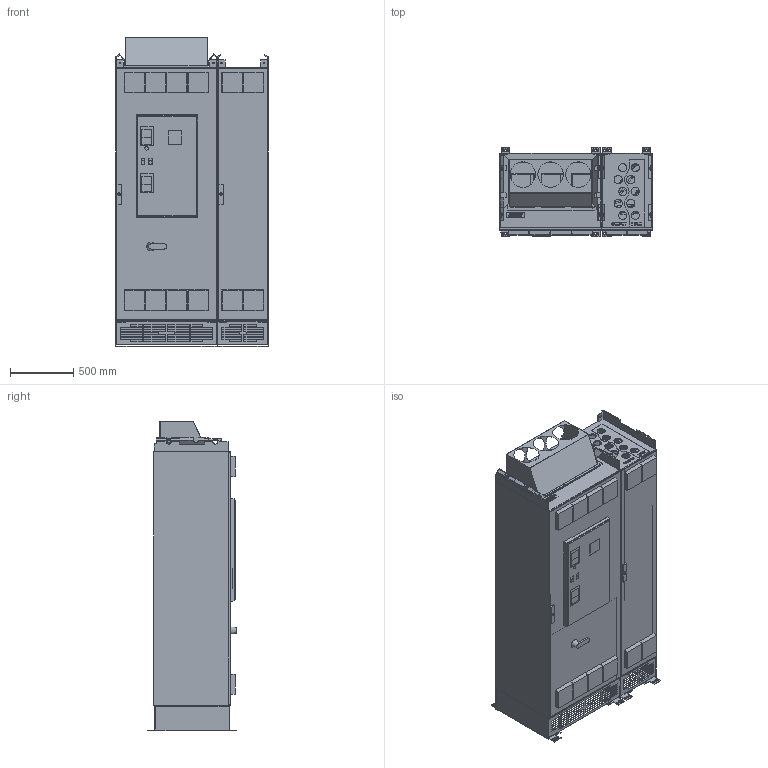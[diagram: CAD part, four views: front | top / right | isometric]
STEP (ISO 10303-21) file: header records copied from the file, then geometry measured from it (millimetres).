
FILE_DESCRIPTION(/* description */ (''),/* implementation_level */ '2;1');
FILE_NAME(/* name */ '181K4955.stp',/* time_stamp */ '2026-01-15T13:01:54+02:00',/* author */ (''),/* organization */ (''),/* preprocessor_version */ 'ST-DEVELOPER v20',/* originating_system */ 'SIEMENS PLM Software NX2312.3002',/* authorisation */ '');
FILE_SCHEMA (('AUTOMOTIVE_DESIGN { 1 0 10303 214 3 1 1 1 }'));
Products named in the file (10): 181K4912; 181K4899; 181K4889; 181K4918; 181K4897; 181K4892; 181K4905_71826ID; 181K4953; 181K4922; 181K4955
Assembly tree (9 placements, depth 3):
  181K4955
    181K4922
      181K4905_71826ID
      181K4892
      181K4897
      181K4918
    181K4953
      181K4889
      181K4899
      181K4912
Bounding box: 1200 x 706.8 x 2441.18 mm (x, y, z)
Volume: 581309732.4 mm3; surface area: 35614628.3 mm2
Topology: 6 solids, 21 shells, 4212 faces, 11798 edges, 7709 vertices
Faces by surface type: plane 3275, cylinder 515, bspline 173, extrusion 114, torus 76, cone 37, sphere 22
Full cylindrical faces by diameter (mm): 3 x2, 4 x1, 6 x1, 6.5 x4, 7 x9, 8 x1, 8.5 x1, 10 x12, 10.5 x15, 12 x6, 12.2 x10, 13 x14, 13.82 x12, 15 x12, 15.5 x24, 18 x5, 19.788 x2, 22 x1, 24 x15, 28 x1, 28.338 x1, 28.472 x1, 46 x10, 50.4 x1, 65 x18, 200 x6
Entity records: 183599 total; most frequent: CARTESIAN_POINT 57393, ORIENTED_EDGE 22292, DIRECTION 18795, EDGE_CURVE 11146, VECTOR 8905, LINE 8791, VERTEX_POINT 7544, EDGE_LOOP 5540
